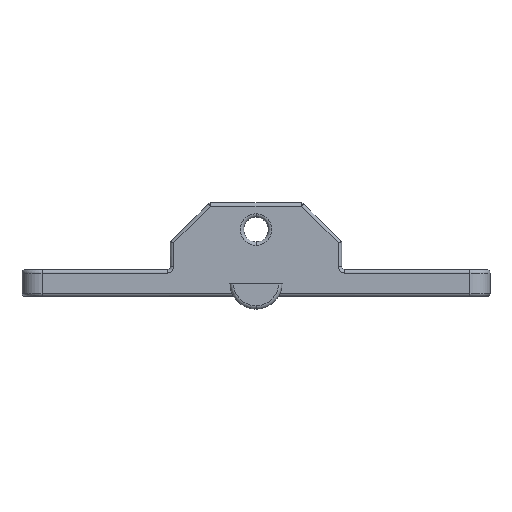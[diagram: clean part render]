
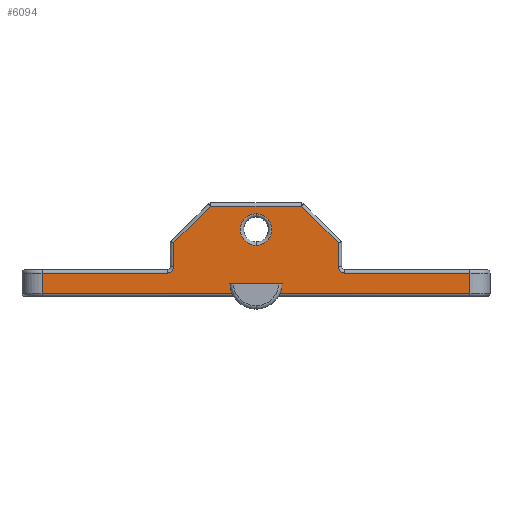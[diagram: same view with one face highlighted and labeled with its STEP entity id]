
A CAD part, front view. The second image highlights one B-rep face of the part: STEP entity #6094.
In plain terms, the highlighted planar face has unit normal (0, -1, 0).
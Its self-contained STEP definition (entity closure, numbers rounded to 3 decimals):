
#205 = LINE ( 'NONE', #4004, #6110 ) ;
#232 = DIRECTION ( 'NONE',  ( 1., 0., 0. ) ) ;
#266 = DIRECTION ( 'NONE',  ( -1., 0., 0. ) ) ;
#338 = LINE ( 'NONE', #4474, #4741 ) ;
#382 = DIRECTION ( 'NONE',  ( -1., 0., 0. ) ) ;
#387 = DIRECTION ( 'NONE',  ( 0., 0., 1. ) ) ;
#480 = CARTESIAN_POINT ( 'NONE',  ( -8.559, 23.068, 54.218 ) ) ;
#483 = VECTOR ( 'NONE', #232, 1000. ) ;
#572 = VECTOR ( 'NONE', #382, 1000. ) ;
#660 = DIRECTION ( 'NONE',  ( 0., -1., 0. ) ) ;
#838 = CARTESIAN_POINT ( 'NONE',  ( 33.234, 23.068, 63.718 ) ) ;
#843 = LINE ( 'NONE', #5814, #3797 ) ;
#871 = LINE ( 'NONE', #3257, #3994 ) ;
#904 = CARTESIAN_POINT ( 'NONE',  ( 26.441, 23.068, 52.218 ) ) ;
#956 = CARTESIAN_POINT ( 'NONE',  ( 39.241, 23.068, 53.718 ) ) ;
#965 = VECTOR ( 'NONE', #266, 1000. ) ;
#1011 = DIRECTION ( 'NONE',  ( 0., 0., 1. ) ) ;
#1224 = LINE ( 'NONE', #2722, #5895 ) ;
#1229 = VECTOR ( 'NONE', #5179, 1000. ) ;
#1236 = AXIS2_PLACEMENT_3D ( 'NONE', #480, #4531, #1011 ) ;
#1278 = AXIS2_PLACEMENT_3D ( 'NONE', #3299, #7016, #3865 ) ;
#1280 = AXIS2_PLACEMENT_3D ( 'NONE', #904, #5026, #1512 ) ;
#1289 = AXIS2_PLACEMENT_3D ( 'NONE', #3273, #6991, #3836 ) ;
#1296 = CARTESIAN_POINT ( 'NONE',  ( 58.441, 23.068, 50.718 ) ) ;
#1308 = ORIENTED_EDGE ( 'NONE', *, *, #6062, .T. ) ;
#1407 = VECTOR ( 'NONE', #3809, 1000. ) ;
#1447 = VERTEX_POINT ( 'NONE', #6948 ) ;
#1454 = CARTESIAN_POINT ( 'NONE',  ( 26.441, 23.068, 62.568 ) ) ;
#1512 = DIRECTION ( 'NONE',  ( 0., 0., 1. ) ) ;
#1757 = FACE_BOUND ( 'NONE', #4001, .T. ) ;
#2069 = AXIS2_PLACEMENT_3D ( 'NONE', #4166, #660, #4771 ) ;
#2123 = CIRCLE ( 'NONE', #1278, 2.35 ) ;
#2267 = CIRCLE ( 'NONE', #2069, 1. ) ;
#2272 = AXIS2_PLACEMENT_3D ( 'NONE', #5959, #5987, #6011 ) ;
#2351 = CARTESIAN_POINT ( 'NONE',  ( 39.741, 23.068, 53.718 ) ) ;
#2446 = CARTESIAN_POINT ( 'NONE',  ( 19.648, 23.068, 63.718 ) ) ;
#2479 = DIRECTION ( 'NONE',  ( 0., 0., -1. ) ) ;
#2532 = CARTESIAN_POINT ( 'NONE',  ( 22.542, 23.068, 52.118 ) ) ;
#2699 = CARTESIAN_POINT ( 'NONE',  ( -5.559, 23.068, 50.718 ) ) ;
#2701 = EDGE_LOOP ( 'NONE', ( #6663, #3167, #4231, #6979, #6908, #6835, #6765, #6700, #6640, #6580, #6375, #6315, #6242, #6179, #6034, #5851 ) ) ;
#2722 = CARTESIAN_POINT ( 'NONE',  ( 14.141, 23.068, 54.218 ) ) ;
#2832 = AXIS2_PLACEMENT_3D ( 'NONE', #4107, #4057, #3979 ) ;
#2886 = LINE ( 'NONE', #6504, #4053 ) ;
#3167 = ORIENTED_EDGE ( 'NONE', *, *, #6042, .F. ) ;
#3222 = VERTEX_POINT ( 'NONE', #5528 ) ;
#3257 = CARTESIAN_POINT ( 'NONE',  ( 38.741, 23.068, 58.418 ) ) ;
#3273 = CARTESIAN_POINT ( 'NONE',  ( 26.441, 23.068, 60.218 ) ) ;
#3299 = CARTESIAN_POINT ( 'NONE',  ( 26.441, 23.068, 60.218 ) ) ;
#3308 = VERTEX_POINT ( 'NONE', #6392 ) ;
#3384 = CIRCLE ( 'NONE', #2832, 3.9 ) ;
#3561 = LINE ( 'NONE', #6818, #483 ) ;
#3797 = VECTOR ( 'NONE', #6316, 1000. ) ;
#3809 = DIRECTION ( 'NONE',  ( 0., 0., 1. ) ) ;
#3836 = DIRECTION ( 'NONE',  ( 0., 0., 1. ) ) ;
#3865 = DIRECTION ( 'NONE',  ( 0., 0., 1. ) ) ;
#3920 = VERTEX_POINT ( 'NONE', #6632 ) ;
#3979 = DIRECTION ( 'NONE',  ( 0., 0., 1. ) ) ;
#3981 = EDGE_CURVE ( 'NONE', #4628, #1447, #3384, .T. ) ;
#3994 = VECTOR ( 'NONE', #387, 1000. ) ;
#4001 = EDGE_LOOP ( 'NONE', ( #4334, #1308 ) ) ;
#4004 = CARTESIAN_POINT ( 'NONE',  ( -8.559, 23.068, 63.718 ) ) ;
#4010 = EDGE_CURVE ( 'NONE', #3308, #4664, #338, .T. ) ;
#4053 = VECTOR ( 'NONE', #6753, 1000. ) ;
#4057 = DIRECTION ( 'NONE',  ( 0., -1., 0. ) ) ;
#4107 = CARTESIAN_POINT ( 'NONE',  ( 26.441, 23.068, 52.218 ) ) ;
#4166 = CARTESIAN_POINT ( 'NONE',  ( 39.741, 23.068, 54.718 ) ) ;
#4231 = ORIENTED_EDGE ( 'NONE', *, *, #6063, .F. ) ;
#4334 = ORIENTED_EDGE ( 'NONE', *, *, #6073, .T. ) ;
#4377 = CIRCLE ( 'NONE', #2272, 1. ) ;
#4392 = VERTEX_POINT ( 'NONE', #6295 ) ;
#4474 = CARTESIAN_POINT ( 'NONE',  ( -5.559, 23.068, 54.218 ) ) ;
#4531 = DIRECTION ( 'NONE',  ( 0., 1., 0. ) ) ;
#4574 = VERTEX_POINT ( 'NONE', #2446 ) ;
#4579 = CARTESIAN_POINT ( 'NONE',  ( -8.559, 23.068, 50.718 ) ) ;
#4628 = VERTEX_POINT ( 'NONE', #2532 ) ;
#4654 = CARTESIAN_POINT ( 'NONE',  ( 38.741, 23.068, 58.211 ) ) ;
#4664 = VERTEX_POINT ( 'NONE', #2699 ) ;
#4677 = EDGE_CURVE ( 'NONE', #3222, #3920, #1224, .T. ) ;
#4741 = VECTOR ( 'NONE', #5073, 1000. ) ;
#4771 = DIRECTION ( 'NONE',  ( 0., 0., 1. ) ) ;
#4842 = DIRECTION ( 'NONE',  ( -1., 0., 0. ) ) ;
#4861 = VERTEX_POINT ( 'NONE', #4654 ) ;
#4897 = VERTEX_POINT ( 'NONE', #5316 ) ;
#4964 = EDGE_CURVE ( 'NONE', #4574, #3222, #6999, .T. ) ;
#4975 = EDGE_CURVE ( 'NONE', #4861, #5844, #2886, .T. ) ;
#5026 = DIRECTION ( 'NONE',  ( 0., -1., 0. ) ) ;
#5056 = CIRCLE ( 'NONE', #1280, 3.9 ) ;
#5073 = DIRECTION ( 'NONE',  ( 0., 0., -1. ) ) ;
#5119 = EDGE_CURVE ( 'NONE', #5844, #4574, #205, .T. ) ;
#5140 = EDGE_CURVE ( 'NONE', #4897, #3920, #4377, .T. ) ;
#5179 = DIRECTION ( 'NONE',  ( 1., 0., 0. ) ) ;
#5202 = EDGE_CURVE ( 'NONE', #6641, #6440, #5657, .T. ) ;
#5238 = EDGE_CURVE ( 'NONE', #4664, #1447, #3561, .T. ) ;
#5239 = LINE ( 'NONE', #6971, #572 ) ;
#5313 = EDGE_CURVE ( 'NONE', #6761, #4861, #871, .T. ) ;
#5316 = CARTESIAN_POINT ( 'NONE',  ( 13.141, 23.068, 53.718 ) ) ;
#5394 = EDGE_CURVE ( 'NONE', #6761, #6440, #2267, .T. ) ;
#5488 = VERTEX_POINT ( 'NONE', #1454 ) ;
#5528 = CARTESIAN_POINT ( 'NONE',  ( 14.141, 23.068, 58.211 ) ) ;
#5556 = EDGE_CURVE ( 'NONE', #6517, #6376, #5904, .T. ) ;
#5657 = LINE ( 'NONE', #956, #965 ) ;
#5701 = EDGE_CURVE ( 'NONE', #6376, #6641, #6074, .T. ) ;
#5736 = EDGE_CURVE ( 'NONE', #4897, #3308, #843, .T. ) ;
#5791 = VECTOR ( 'NONE', #6576, 1000. ) ;
#5814 = CARTESIAN_POINT ( 'NONE',  ( -5.559, 23.068, 53.718 ) ) ;
#5844 = VERTEX_POINT ( 'NONE', #838 ) ;
#5851 = ORIENTED_EDGE ( 'NONE', *, *, #5238, .T. ) ;
#5895 = VECTOR ( 'NONE', #2479, 1000. ) ;
#5904 = LINE ( 'NONE', #4579, #1229 ) ;
#5945 = CARTESIAN_POINT ( 'NONE',  ( 30.041, 23.068, 50.718 ) ) ;
#5959 = CARTESIAN_POINT ( 'NONE',  ( 13.141, 23.068, 54.718 ) ) ;
#5987 = DIRECTION ( 'NONE',  ( 0., -1., 0. ) ) ;
#6011 = DIRECTION ( 'NONE',  ( 0., 0., 1. ) ) ;
#6034 = ORIENTED_EDGE ( 'NONE', *, *, #4010, .T. ) ;
#6042 = EDGE_CURVE ( 'NONE', #6980, #4628, #5239, .T. ) ;
#6062 = EDGE_CURVE ( 'NONE', #4392, #5488, #6453, .T. ) ;
#6063 = EDGE_CURVE ( 'NONE', #6517, #6980, #5056, .T. ) ;
#6073 = EDGE_CURVE ( 'NONE', #5488, #4392, #2123, .T. ) ;
#6074 = LINE ( 'NONE', #6967, #1407 ) ;
#6094 = ADVANCED_FACE ( 'NONE', ( #1757, #6187 ), #6619, .F. ) ;
#6110 = VECTOR ( 'NONE', #4842, 1000. ) ;
#6179 = ORIENTED_EDGE ( 'NONE', *, *, #5736, .T. ) ;
#6187 = FACE_OUTER_BOUND ( 'NONE', #2701, .T. ) ;
#6242 = ORIENTED_EDGE ( 'NONE', *, *, #5140, .F. ) ;
#6295 = CARTESIAN_POINT ( 'NONE',  ( 26.441, 23.068, 57.868 ) ) ;
#6315 = ORIENTED_EDGE ( 'NONE', *, *, #4677, .T. ) ;
#6316 = DIRECTION ( 'NONE',  ( -1., 0., 0. ) ) ;
#6375 = ORIENTED_EDGE ( 'NONE', *, *, #4964, .T. ) ;
#6376 = VERTEX_POINT ( 'NONE', #1296 ) ;
#6392 = CARTESIAN_POINT ( 'NONE',  ( -5.559, 23.068, 53.718 ) ) ;
#6440 = VERTEX_POINT ( 'NONE', #2351 ) ;
#6446 = CARTESIAN_POINT ( 'NONE',  ( 58.441, 23.068, 53.718 ) ) ;
#6453 = CIRCLE ( 'NONE', #1289, 2.35 ) ;
#6504 = CARTESIAN_POINT ( 'NONE',  ( 33.087, 23.068, 63.864 ) ) ;
#6517 = VERTEX_POINT ( 'NONE', #5945 ) ;
#6561 = CARTESIAN_POINT ( 'NONE',  ( 13.994, 23.068, 58.064 ) ) ;
#6576 = DIRECTION ( 'NONE',  ( -0.707, 0., -0.707 ) ) ;
#6580 = ORIENTED_EDGE ( 'NONE', *, *, #5119, .T. ) ;
#6619 = PLANE ( 'NONE',  #1236 ) ;
#6632 = CARTESIAN_POINT ( 'NONE',  ( 14.141, 23.068, 54.718 ) ) ;
#6640 = ORIENTED_EDGE ( 'NONE', *, *, #4975, .T. ) ;
#6641 = VERTEX_POINT ( 'NONE', #6446 ) ;
#6643 = CARTESIAN_POINT ( 'NONE',  ( 30.339, 23.068, 52.118 ) ) ;
#6663 = ORIENTED_EDGE ( 'NONE', *, *, #3981, .F. ) ;
#6700 = ORIENTED_EDGE ( 'NONE', *, *, #5313, .T. ) ;
#6753 = DIRECTION ( 'NONE',  ( -0.707, 0., 0.707 ) ) ;
#6761 = VERTEX_POINT ( 'NONE', #6869 ) ;
#6765 = ORIENTED_EDGE ( 'NONE', *, *, #5394, .F. ) ;
#6818 = CARTESIAN_POINT ( 'NONE',  ( -8.559, 23.068, 50.718 ) ) ;
#6835 = ORIENTED_EDGE ( 'NONE', *, *, #5202, .T. ) ;
#6869 = CARTESIAN_POINT ( 'NONE',  ( 38.741, 23.068, 54.718 ) ) ;
#6908 = ORIENTED_EDGE ( 'NONE', *, *, #5701, .T. ) ;
#6948 = CARTESIAN_POINT ( 'NONE',  ( 22.841, 23.068, 50.718 ) ) ;
#6967 = CARTESIAN_POINT ( 'NONE',  ( 58.441, 23.068, 54.218 ) ) ;
#6971 = CARTESIAN_POINT ( 'NONE',  ( -8.559, 23.068, 52.118 ) ) ;
#6979 = ORIENTED_EDGE ( 'NONE', *, *, #5556, .T. ) ;
#6980 = VERTEX_POINT ( 'NONE', #6643 ) ;
#6991 = DIRECTION ( 'NONE',  ( 0., 1., 0. ) ) ;
#6999 = LINE ( 'NONE', #6561, #5791 ) ;
#7016 = DIRECTION ( 'NONE',  ( 0., 1., 0. ) ) ;
